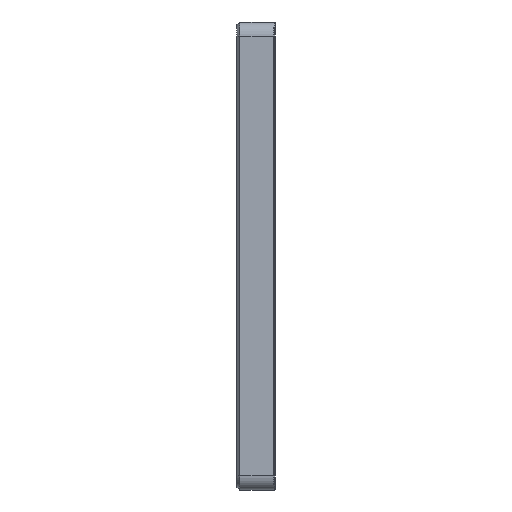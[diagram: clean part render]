
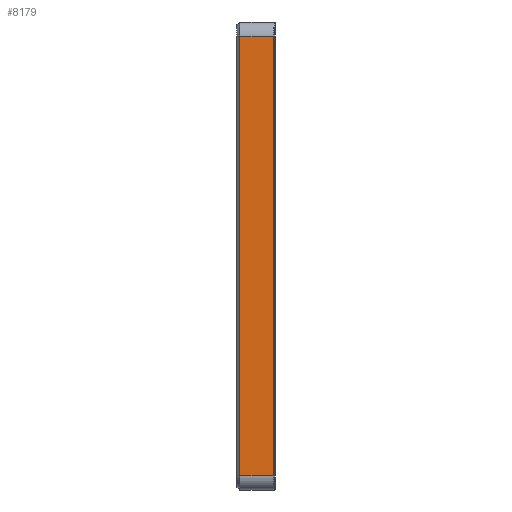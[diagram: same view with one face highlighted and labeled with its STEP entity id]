
A CAD part, left-side view. The second image highlights one B-rep face of the part: STEP entity #8179.
In plain terms, the highlighted planar face has unit normal (-1, 0, 0).
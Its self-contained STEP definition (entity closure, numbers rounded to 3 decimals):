
#408=PLANE('',#9125);
#895=FACE_OUTER_BOUND('',#1447,.T.);
#1447=EDGE_LOOP('',(#7523,#7524,#7525,#7526));
#1782=LINE('',#13025,#2502);
#1798=LINE('',#13070,#2518);
#2120=LINE('',#13965,#2840);
#2130=LINE('',#13984,#2850);
#2502=VECTOR('',#10486,1.);
#2518=VECTOR('',#10534,1.);
#2840=VECTOR('',#11536,1.);
#2850=VECTOR('',#11564,1.);
#3796=VERTEX_POINT('',#13012);
#3800=VERTEX_POINT('',#13023);
#3813=VERTEX_POINT('',#13069);
#4046=VERTEX_POINT('',#13961);
#4686=EDGE_CURVE('',#3800,#3796,#1782,.T.);
#4709=EDGE_CURVE('',#3796,#3813,#1798,.T.);
#5160=EDGE_CURVE('',#3813,#4046,#2120,.T.);
#5170=EDGE_CURVE('',#4046,#3800,#2130,.T.);
#7523=ORIENTED_EDGE('',*,*,#4686,.F.);
#7524=ORIENTED_EDGE('',*,*,#5170,.F.);
#7525=ORIENTED_EDGE('',*,*,#5160,.F.);
#7526=ORIENTED_EDGE('',*,*,#4709,.F.);
#8179=ADVANCED_FACE('',(#895),#408,.T.);
#9125=AXIS2_PLACEMENT_3D('',#14075,#11706,#11707);
#10486=DIRECTION('',(0.,0.,-1.));
#10534=DIRECTION('',(0.,1.,0.));
#11536=DIRECTION('',(0.,0.,1.));
#11564=DIRECTION('',(0.,-1.,0.));
#11706=DIRECTION('center_axis',(-1.,0.,0.));
#11707=DIRECTION('ref_axis',(0.,1.,0.));
#13012=CARTESIAN_POINT('',(-16.763,-5.3,-34.225));
#13023=CARTESIAN_POINT('',(-16.763,-5.3,120.775));
#13025=CARTESIAN_POINT('',(-16.763,-5.3,43.275));
#13069=CARTESIAN_POINT('',(-16.763,7.,-34.225));
#13070=CARTESIAN_POINT('',(-16.763,0.,-34.225));
#13961=CARTESIAN_POINT('',(-16.763,7.,120.775));
#13965=CARTESIAN_POINT('',(-16.763,7.,43.275));
#13984=CARTESIAN_POINT('',(-16.763,0.,120.775));
#14075=CARTESIAN_POINT('Origin',(-16.763,0.,43.275));
